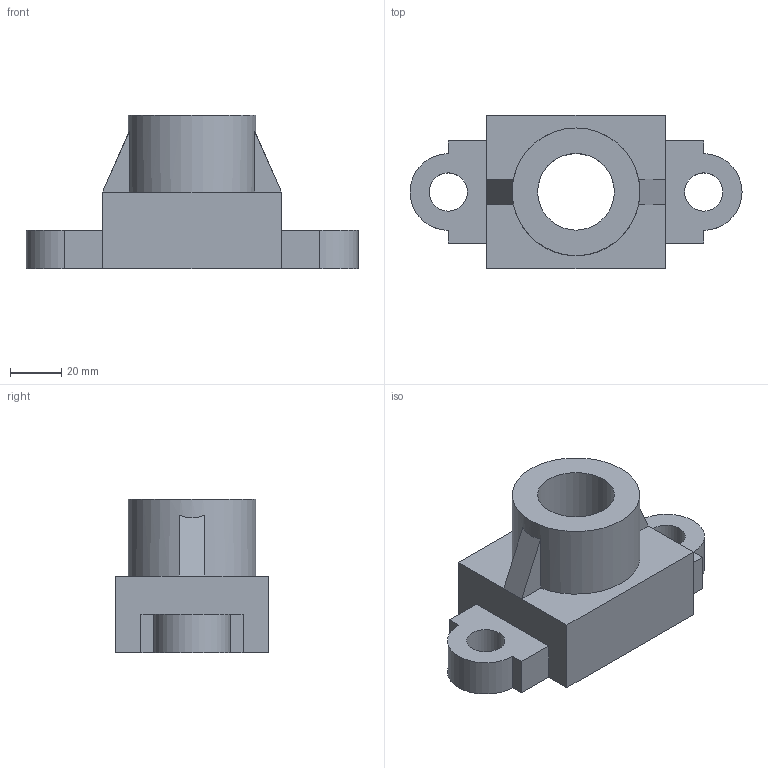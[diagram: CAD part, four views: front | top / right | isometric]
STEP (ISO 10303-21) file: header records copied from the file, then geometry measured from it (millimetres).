
FILE_DESCRIPTION(('STEP AP242'), '1');
FILE_NAME('櫻蠉錪', '', ('UNSPECIFIED'), ('UNSPECIFIED'), 'C3D Converter', 'C3D Toolkit', '');
FILE_SCHEMA(('AP242_MANAGED_MODEL_BASED_3D_ENGINEERING_MIM_LF { 1 0 10303 442 1 1 4 }'));
Length unit declared in the file: millimetre
Bounding box: 130 x 60 x 60 mm (x, y, z)
Volume: 157149.3 mm3; surface area: 32054 mm2
Topology: 1 solids, 1 shells, 32 faces, 83 edges, 54 vertices
Faces by surface type: plane 25, cylinder 7
Full cylindrical faces by diameter (mm): 15 x2, 30 x1, 40 x1, 50 x1
Entity records: 1248 total; most frequent: CARTESIAN_POINT 174, DIRECTION 156, ORIENTED_EDGE 156, EDGE_CURVE 78, LINE 60, VECTOR 60, VERTEX_POINT 54, AXIS2_PLACEMENT_3D 48
